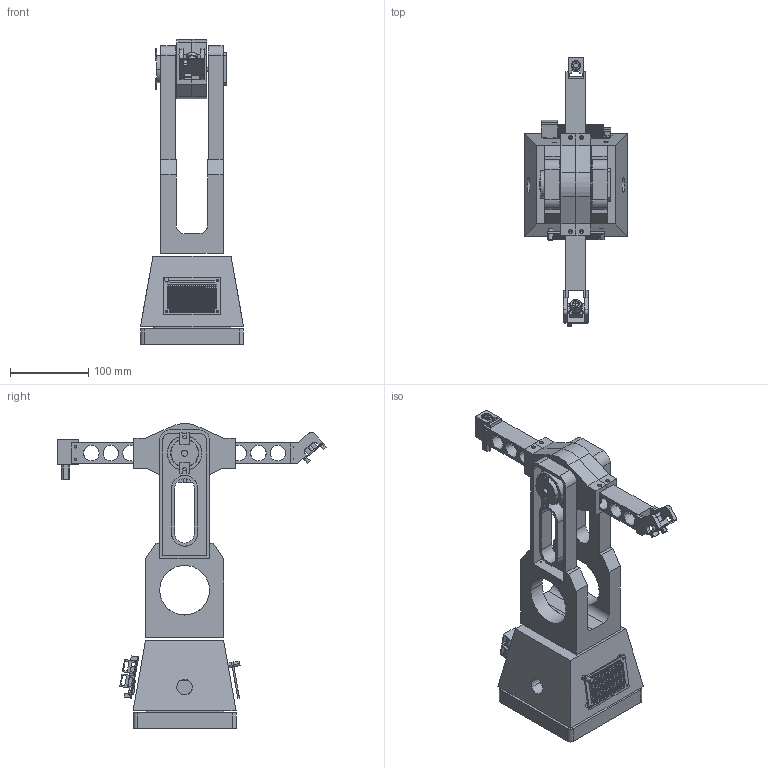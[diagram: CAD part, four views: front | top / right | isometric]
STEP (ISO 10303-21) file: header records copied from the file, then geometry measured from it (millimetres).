
FILE_DESCRIPTION(('CATIA V5 STEP Exchange'),'2;1');
FILE_NAME('laser scanner.stp','2020-06-28T18:27:30+00:00',('none'),('none'),'CATIA Version 5 Release 21 GA (IN-10)','CATIA V5 STEP AP214 Edition 3','none');
FILE_SCHEMA(('AUTOMOTIVE_DESIGN { 1 0 10303 214 3 1 1 1 }'));
Products named in the file (32): Laser Scanner; Fixed items; Sketch; Lower Base; rotating arm; laser arm; camera bracket right; camera bracket left; Core 2; Core; 5mw green laser 12mm body; Laser Heat Sink; ELP MEGAPIXEL USB CAMERA (38 /32)- ROUGH; z rotation items; arm base; SLIP SUPPORT; MOTOR SUPPORT; 6 wire slip ring; NEMA 17 low torque; Base; Tapa; pan cross head_am_B18.6.7M - M3 x 0.5 x 5 Type I Cross Recessed PHMS --5N; Eje.1; instrument ball bearing_68_am_AFBMA 12.1.4.1 - 0050-11 - 10,SI,NC,10_68; BASE SUPPORT; post; Rough BeagleBone Green; DRV BRD SMALL; BASE MOTOR MOUNT; NEMA 17; Cuerpo; Eje
Assembly tree (44 placements, depth 4):
  Laser Scanner
    Fixed items
      Sketch
      Lower Base
    rotating arm
      laser arm  x2
      camera bracket right
      camera bracket left
      Core 2
      Core
      5mw green laser 12mm body
      Laser Heat Sink
      ELP MEGAPIXEL USB CAMERA (38 /32)- ROUGH
    z rotation items
      arm base
      SLIP SUPPORT
      MOTOR SUPPORT
      6 wire slip ring
      NEMA 17 low torque
        Base
        Tapa
        pan cross head_am_B18.6.7M - M3 x 0.5 x 5 Type I Cross Recessed PHMS --5N  x4
        Eje.1
        instrument ball bearing_68_am_AFBMA 12.1.4.1 - 0050-11 - 10,SI,NC,10_68  x2
      BASE SUPPORT
      post
      Rough BeagleBone Green
      DRV BRD SMALL
      BASE MOTOR MOUNT
      NEMA 17
        Base
        Cuerpo
        Tapa
        pan cross head_am_B18.6.7M - M3 x 0.5 x 5 Type I Cross Recessed PHMS --5N  x4
        Eje
        instrument ball bearing_68_am_AFBMA 12.1.4.1 - 0050-11 - 10,SI,NC,10_68  x2
Bounding box: 131.74 x 343.8 x 390.39 mm (x, y, z)
Volume: 1659621.2 mm3; surface area: 503114.5 mm2
Topology: 58 solids, 59 shells, 2741 faces, 7404 edges, 4841 vertices
Faces by surface type: cylinder 1421, plane 1136, torus 146, sphere 36, cone 2
Entity records: 74419 total; most frequent: CARTESIAN_POINT 14735, ORIENTED_EDGE 12768, DIRECTION 9010, EDGE_CURVE 6384, VERTEX_POINT 4223, AXIS2_PLACEMENT_3D 3962, VECTOR 3626, LINE 3626
